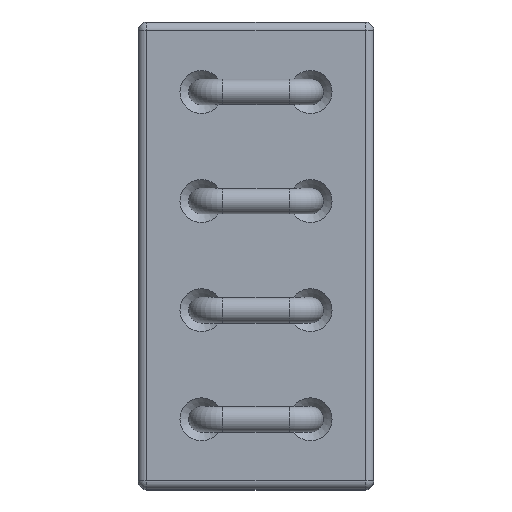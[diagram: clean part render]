
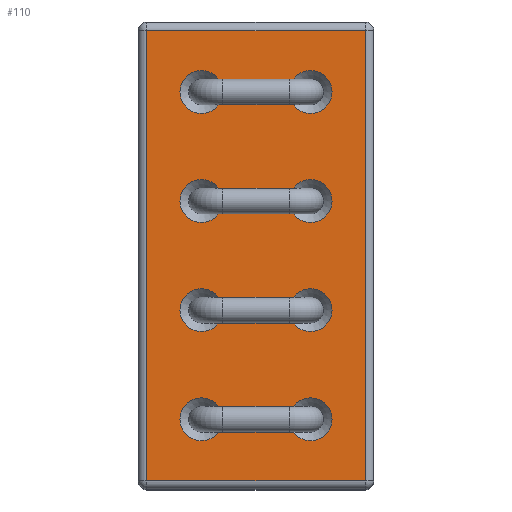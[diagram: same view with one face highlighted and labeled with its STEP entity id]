
A CAD part, top view. The second image highlights one B-rep face of the part: STEP entity #110.
In plain terms, the highlighted planar face has unit normal (0, 0, 1).
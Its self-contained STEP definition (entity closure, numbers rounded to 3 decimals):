
#110 = ADVANCED_FACE( '', ( #255, #256, #257, #258, #259, #260, #261, #262, #263 ), #264, .T. );
#255 = FACE_OUTER_BOUND( '', #483, .T. );
#256 = FACE_BOUND( '', #484, .T. );
#257 = FACE_BOUND( '', #485, .T. );
#258 = FACE_BOUND( '', #486, .T. );
#259 = FACE_BOUND( '', #487, .T. );
#260 = FACE_BOUND( '', #488, .T. );
#261 = FACE_BOUND( '', #489, .T. );
#262 = FACE_BOUND( '', #490, .T. );
#263 = FACE_BOUND( '', #491, .T. );
#264 = PLANE( '', #492 );
#483 = EDGE_LOOP( '', ( #804, #805, #806, #807 ) );
#484 = EDGE_LOOP( '', ( #808 ) );
#485 = EDGE_LOOP( '', ( #809 ) );
#486 = EDGE_LOOP( '', ( #810 ) );
#487 = EDGE_LOOP( '', ( #811 ) );
#488 = EDGE_LOOP( '', ( #812 ) );
#489 = EDGE_LOOP( '', ( #813 ) );
#490 = EDGE_LOOP( '', ( #814 ) );
#491 = EDGE_LOOP( '', ( #815 ) );
#492 = AXIS2_PLACEMENT_3D( '', #816, #817, #818 );
#804 = ORIENTED_EDGE( '', *, *, #1179, .T. );
#805 = ORIENTED_EDGE( '', *, *, #1180, .T. );
#806 = ORIENTED_EDGE( '', *, *, #1181, .T. );
#807 = ORIENTED_EDGE( '', *, *, #1175, .T. );
#808 = ORIENTED_EDGE( '', *, *, #1182, .T. );
#809 = ORIENTED_EDGE( '', *, *, #1183, .T. );
#810 = ORIENTED_EDGE( '', *, *, #1172, .T. );
#811 = ORIENTED_EDGE( '', *, *, #1184, .T. );
#812 = ORIENTED_EDGE( '', *, *, #1185, .T. );
#813 = ORIENTED_EDGE( '', *, *, #1186, .T. );
#814 = ORIENTED_EDGE( '', *, *, #1187, .T. );
#815 = ORIENTED_EDGE( '', *, *, #1188, .T. );
#816 = CARTESIAN_POINT( '', ( -2.745, -5.44, 10. ) );
#817 = DIRECTION( '', ( 0., 0., 1. ) );
#818 = DIRECTION( '', ( 1., 0., 0. ) );
#1172 = EDGE_CURVE( '', #1342, #1342, #1343, .F. );
#1175 = EDGE_CURVE( '', #1348, #1345, #1349, .T. );
#1179 = EDGE_CURVE( '', #1345, #1331, #1354, .T. );
#1180 = EDGE_CURVE( '', #1331, #1355, #1356, .T. );
#1181 = EDGE_CURVE( '', #1355, #1348, #1357, .T. );
#1182 = EDGE_CURVE( '', #1358, #1358, #1359, .F. );
#1183 = EDGE_CURVE( '', #1360, #1360, #1361, .F. );
#1184 = EDGE_CURVE( '', #1362, #1362, #1363, .F. );
#1185 = EDGE_CURVE( '', #1364, #1364, #1365, .F. );
#1186 = EDGE_CURVE( '', #1366, #1366, #1367, .F. );
#1187 = EDGE_CURVE( '', #1368, #1368, #1369, .F. );
#1188 = EDGE_CURVE( '', #1370, #1370, #1371, .F. );
#1331 = VERTEX_POINT( '', #1564 );
#1342 = VERTEX_POINT( '', #1575 );
#1343 = CIRCLE( '', #1576, 0.5 );
#1345 = VERTEX_POINT( '', #1578 );
#1348 = VERTEX_POINT( '', #1581 );
#1349 = LINE( '', #1582, #1583 );
#1354 = LINE( '', #1589, #1590 );
#1355 = VERTEX_POINT( '', #1591 );
#1356 = LINE( '', #1592, #1593 );
#1357 = LINE( '', #1594, #1595 );
#1358 = VERTEX_POINT( '', #1596 );
#1359 = CIRCLE( '', #1597, 0.5 );
#1360 = VERTEX_POINT( '', #1598 );
#1361 = CIRCLE( '', #1599, 0.5 );
#1362 = VERTEX_POINT( '', #1600 );
#1363 = CIRCLE( '', #1601, 0.5 );
#1364 = VERTEX_POINT( '', #1602 );
#1365 = CIRCLE( '', #1603, 0.5 );
#1366 = VERTEX_POINT( '', #1604 );
#1367 = CIRCLE( '', #1605, 0.5 );
#1368 = VERTEX_POINT( '', #1606 );
#1369 = CIRCLE( '', #1607, 0.5 );
#1370 = VERTEX_POINT( '', #1608 );
#1371 = CIRCLE( '', #1609, 0.5 );
#1564 = CARTESIAN_POINT( '', ( 2.545, 5.24, 10. ) );
#1575 = CARTESIAN_POINT( '', ( 1.77, -1.27, 10. ) );
#1576 = AXIS2_PLACEMENT_3D( '', #1806, #1807, #1808 );
#1578 = CARTESIAN_POINT( '', ( 2.545, -5.24, 10. ) );
#1581 = CARTESIAN_POINT( '', ( -2.545, -5.24, 10. ) );
#1582 = CARTESIAN_POINT( '', ( 2.745, -5.24, 10. ) );
#1583 = VECTOR( '', #1812, 1000. );
#1589 = CARTESIAN_POINT( '', ( 2.545, 5.44, 10. ) );
#1590 = VECTOR( '', #1817, 1000. );
#1591 = CARTESIAN_POINT( '', ( -2.545, 5.24, 10. ) );
#1592 = CARTESIAN_POINT( '', ( -2.745, 5.24, 10. ) );
#1593 = VECTOR( '', #1818, 1000. );
#1594 = CARTESIAN_POINT( '', ( -2.545, -5.44, 10. ) );
#1595 = VECTOR( '', #1819, 1000. );
#1596 = CARTESIAN_POINT( '', ( 1.77, 3.81, 10. ) );
#1597 = AXIS2_PLACEMENT_3D( '', #1820, #1821, #1822 );
#1598 = CARTESIAN_POINT( '', ( 1.77, 1.27, 10. ) );
#1599 = AXIS2_PLACEMENT_3D( '', #1823, #1824, #1825 );
#1600 = CARTESIAN_POINT( '', ( 1.77, -3.81, 10. ) );
#1601 = AXIS2_PLACEMENT_3D( '', #1826, #1827, #1828 );
#1602 = CARTESIAN_POINT( '', ( -0.77, -3.81, 10. ) );
#1603 = AXIS2_PLACEMENT_3D( '', #1829, #1830, #1831 );
#1604 = CARTESIAN_POINT( '', ( -0.77, -1.27, 10. ) );
#1605 = AXIS2_PLACEMENT_3D( '', #1832, #1833, #1834 );
#1606 = CARTESIAN_POINT( '', ( -0.77, 1.27, 10. ) );
#1607 = AXIS2_PLACEMENT_3D( '', #1835, #1836, #1837 );
#1608 = CARTESIAN_POINT( '', ( -0.77, 3.81, 10. ) );
#1609 = AXIS2_PLACEMENT_3D( '', #1838, #1839, #1840 );
#1806 = CARTESIAN_POINT( '', ( 1.27, -1.27, 10. ) );
#1807 = DIRECTION( '', ( 0., 0., 1. ) );
#1808 = DIRECTION( '', ( 1., 0., 0. ) );
#1812 = DIRECTION( '', ( 1., 0., 0. ) );
#1817 = DIRECTION( '', ( 0., 1., 0. ) );
#1818 = DIRECTION( '', ( -1., 0., 0. ) );
#1819 = DIRECTION( '', ( 0., -1., 0. ) );
#1820 = CARTESIAN_POINT( '', ( 1.27, 3.81, 10. ) );
#1821 = DIRECTION( '', ( 0., 0., 1. ) );
#1822 = DIRECTION( '', ( 1., 0., 0. ) );
#1823 = CARTESIAN_POINT( '', ( 1.27, 1.27, 10. ) );
#1824 = DIRECTION( '', ( 0., 0., 1. ) );
#1825 = DIRECTION( '', ( 1., 0., 0. ) );
#1826 = CARTESIAN_POINT( '', ( 1.27, -3.81, 10. ) );
#1827 = DIRECTION( '', ( 0., 0., 1. ) );
#1828 = DIRECTION( '', ( 1., 0., 0. ) );
#1829 = CARTESIAN_POINT( '', ( -1.27, -3.81, 10. ) );
#1830 = DIRECTION( '', ( 0., 0., 1. ) );
#1831 = DIRECTION( '', ( 1., 0., 0. ) );
#1832 = CARTESIAN_POINT( '', ( -1.27, -1.27, 10. ) );
#1833 = DIRECTION( '', ( 0., 0., 1. ) );
#1834 = DIRECTION( '', ( 1., 0., 0. ) );
#1835 = CARTESIAN_POINT( '', ( -1.27, 1.27, 10. ) );
#1836 = DIRECTION( '', ( 0., 0., 1. ) );
#1837 = DIRECTION( '', ( 1., 0., 0. ) );
#1838 = CARTESIAN_POINT( '', ( -1.27, 3.81, 10. ) );
#1839 = DIRECTION( '', ( 0., 0., 1. ) );
#1840 = DIRECTION( '', ( 1., 0., 0. ) );
